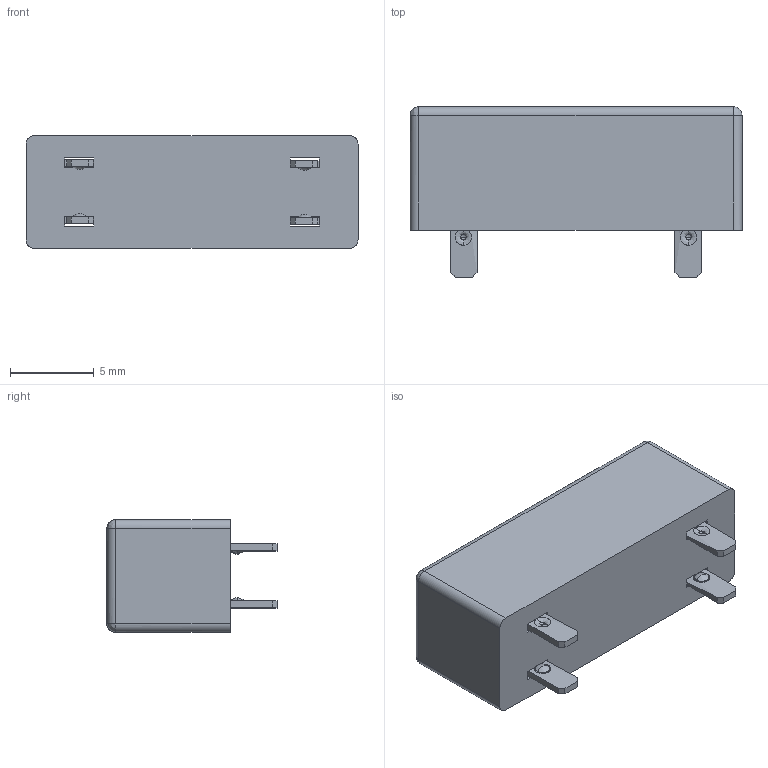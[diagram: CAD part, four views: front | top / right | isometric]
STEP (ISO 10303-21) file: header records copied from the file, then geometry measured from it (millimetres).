
FILE_DESCRIPTION (( 'STEP AP214' ), '1' );
FILE_NAME ('3557-2.stp', '2023-10-06T20:08:27', ( '' ), ( '' ), 'SwSTEP 2.0', 'SolidWorks 2020', '' );
FILE_SCHEMA (( 'AUTOMOTIVE_DESIGN' ));
Length unit declared in the file: millimetre
Products named in the file (1): 3557-2
Bounding box: 19.81 x 10.16 x 6.73 mm (x, y, z)
Surface area: 1291.6 mm2 (no closed solid volume)
Topology: 0 solids, 1 shells, 169 faces, 513 edges, 342 vertices
Faces by surface type: plane 100, bspline 36, cylinder 33
Entity records: 7961 total; most frequent: CARTESIAN_POINT 4121, ORIENTED_EDGE 888, EDGE_CURVE 509, B_SPLINE_CURVE_WITH_KNOTS 453, VERTEX_POINT 342, DIRECTION 269, EDGE_LOOP 182, ADVANCED_FACE 169
